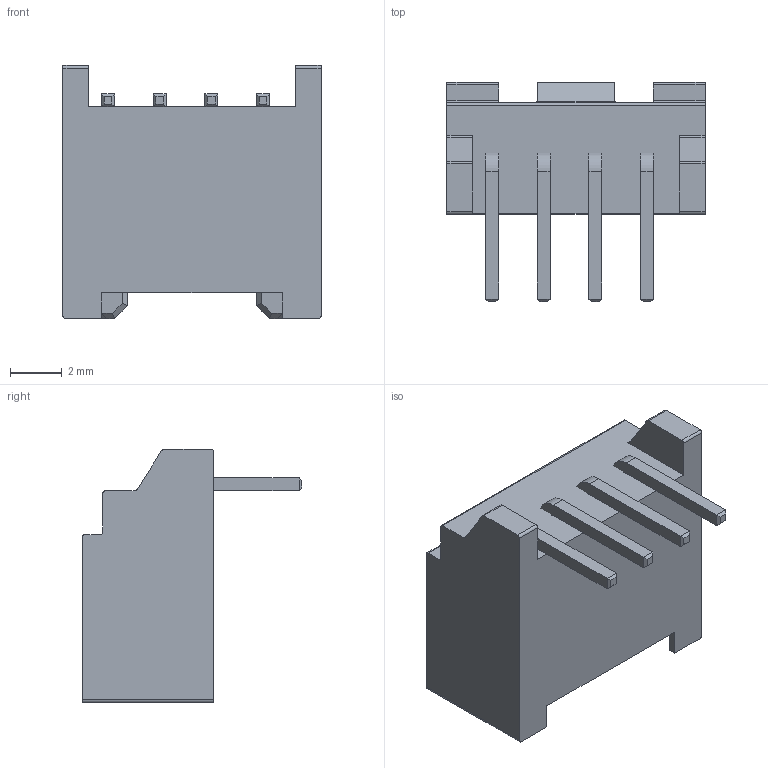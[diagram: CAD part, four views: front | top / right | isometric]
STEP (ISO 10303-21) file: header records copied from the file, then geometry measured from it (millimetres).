
FILE_DESCRIPTION(/* description */ (''),/* implementation_level */ '2;1');
FILE_NAME(/* name */ 'GroveConnector_110990037.step',/* time_stamp */ '2018-09-26T13:03:02+09:00',/* author */ ('sonatine726'),/* organization */ (''),/* preprocessor_version */ 'ST-DEVELOPER v17.2',/* originating_system */ 'Autodesk Translation Framework v7.6.0.251',/* authorisation */ '');
FILE_SCHEMA (('AUTOMOTIVE_DESIGN { 1 0 10303 214 3 1 1 }'));
Length unit declared in the file: millimetre
Products named in the file (1): GroveConnector
Bounding box: 10 x 8.5 x 9.8 mm (x, y, z)
Volume: 145.4 mm3; surface area: 632.2 mm2
Topology: 5 solids, 5 shells, 148 faces, 360 edges, 222 vertices
Faces by surface type: plane 124, cylinder 24
Entity records: 4263 total; most frequent: CARTESIAN_POINT 731, ORIENTED_EDGE 720, DIRECTION 706, EDGE_CURVE 360, LINE 312, VECTOR 312, VERTEX_POINT 222, AXIS2_PLACEMENT_3D 197
